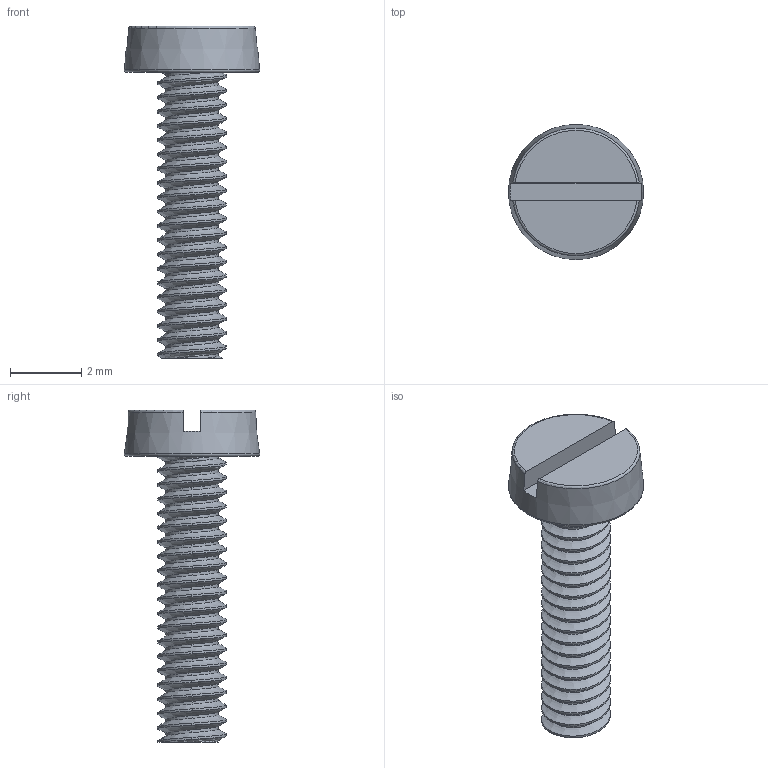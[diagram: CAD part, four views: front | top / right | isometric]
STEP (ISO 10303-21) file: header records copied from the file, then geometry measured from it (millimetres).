
FILE_DESCRIPTION(/* description */ (''),/* implementation_level */ '2;1');
FILE_NAME(/* name */ '6470-SFE-M2-8-A2.stp',/* time_stamp */ '2023-04-26T15:41:57+01:00',/* author */ (''),/* organization */ (''),/* preprocessor_version */ 'ST-DEVELOPER v19.2',/* originating_system */ 'Autodesk Translation Framework v12.4.0.73',/* authorisation */ '');
FILE_SCHEMA (('AUTOMOTIVE_DESIGN { 1 0 10303 214 3 1 1 }'));
Length unit declared in the file: millimetre
Products named in the file (1): Cheese Head Base
Bounding box: 3.79 x 3.79 x 9.3 mm (x, y, z)
Volume: 31 mm3; surface area: 110.5 mm2
Topology: 1 solids, 1 shells, 55 faces, 155 edges, 103 vertices
Faces by surface type: cylinder 42, plane 7, torus 3, bspline 2, cone 1
Full cylindrical faces by diameter (mm): 1.478 x7, 1.933 x12
Entity records: 4232 total; most frequent: CARTESIAN_POINT 2948, ORIENTED_EDGE 310, DIRECTION 185, EDGE_CURVE 155, VERTEX_POINT 103, B_SPLINE_CURVE_WITH_KNOTS 92, AXIS2_PLACEMENT_3D 68, EDGE_LOOP 56
